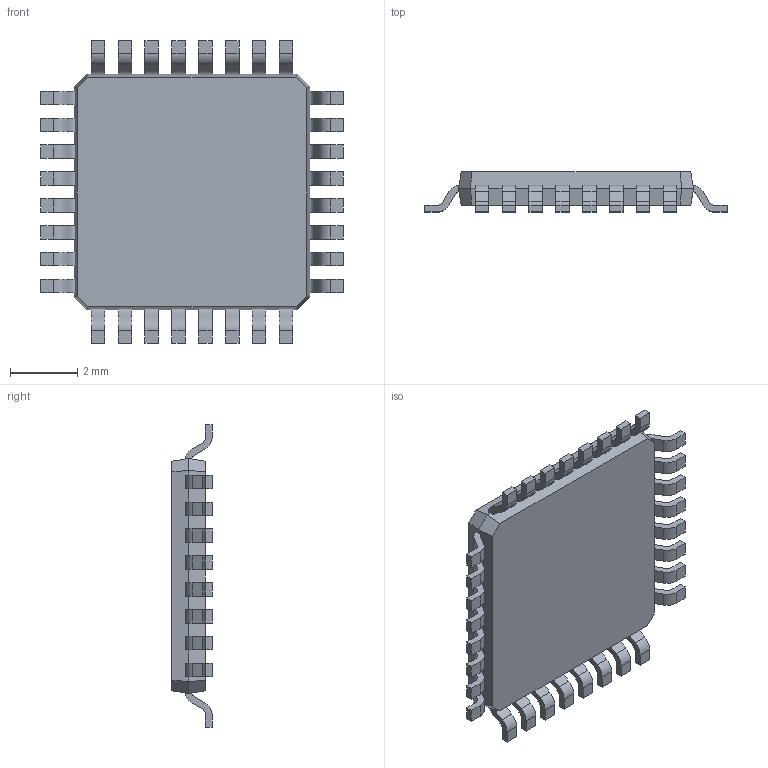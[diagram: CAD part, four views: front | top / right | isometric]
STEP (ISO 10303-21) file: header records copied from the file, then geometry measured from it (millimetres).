
FILE_DESCRIPTION (( 'STEP AP214' ), '1' );
FILE_NAME ('TQFP80P900X900-32.STEP', '2011-01-31T08:42:30', ( 'vpeshkov' ), ( 'cad-design.ru' ), 'SwSTEP 2.0', 'SolidWorks 2009', '' );
FILE_SCHEMA (( 'AUTOMOTIVE_DESIGN' ));
Length unit declared in the file: millimetre
Products named in the file (1): TQFP80P900X900-32
Bounding box: 9 x 1.2 x 9 mm (x, y, z)
Volume: 50.9 mm3; surface area: 169.7 mm2
Topology: 1 solids, 1 shells, 376 faces, 1108 edges, 736 vertices
Faces by surface type: plane 244, cylinder 132
Entity records: 16473 total; most frequent: CARTESIAN_POINT 2221, ORIENTED_EDGE 2216, DIRECTION 2126, EDGE_CURVE 1108, VECTOR 844, LINE 844, VERTEX_POINT 736, AXIS2_PLACEMENT_3D 641
